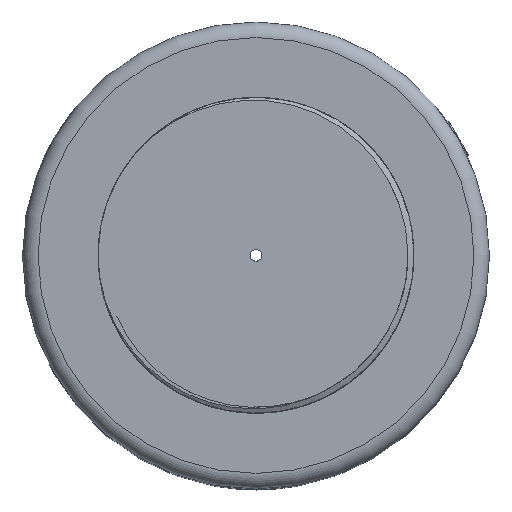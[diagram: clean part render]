
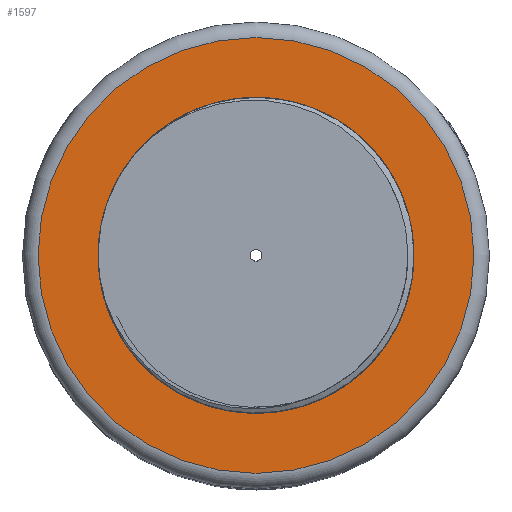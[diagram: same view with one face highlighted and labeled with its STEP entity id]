
A CAD part, top view. The second image highlights one B-rep face of the part: STEP entity #1597.
In plain terms, the highlighted planar face has unit normal (0, 0, 1).
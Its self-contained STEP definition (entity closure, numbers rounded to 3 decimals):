
#128=FACE_BOUND('',#323,.T.);
#157=PLANE('',#1735);
#236=FACE_OUTER_BOUND('',#322,.T.);
#322=EDGE_LOOP('',(#1380));
#323=EDGE_LOOP('',(#1381));
#372=CIRCLE('',#1728,9.146);
#373=CIRCLE('',#1736,14.);
#705=VERTEX_POINT('',#6089);
#726=VERTEX_POINT('',#6551);
#925=EDGE_CURVE('',#705,#705,#372,.T.);
#952=EDGE_CURVE('',#726,#726,#373,.T.);
#1380=ORIENTED_EDGE('',*,*,#952,.F.);
#1381=ORIENTED_EDGE('',*,*,#925,.T.);
#1597=ADVANCED_FACE('',(#236,#128),#157,.T.);
#1728=AXIS2_PLACEMENT_3D('',#6091,#2019,#2020);
#1735=AXIS2_PLACEMENT_3D('',#6550,#2039,#2040);
#1736=AXIS2_PLACEMENT_3D('',#6552,#2041,#2042);
#2019=DIRECTION('center_axis',(0.,0.,-1.));
#2020=DIRECTION('ref_axis',(-1.,0.,0.));
#2039=DIRECTION('center_axis',(0.,0.,1.));
#2040=DIRECTION('ref_axis',(1.,0.,0.));
#2041=DIRECTION('center_axis',(0.,0.,-1.));
#2042=DIRECTION('ref_axis',(1.,0.,0.));
#6089=CARTESIAN_POINT('',(9.146,0.,40.5));
#6091=CARTESIAN_POINT('Origin',(0.,0.,40.5));
#6550=CARTESIAN_POINT('Origin',(0.,0.,40.5));
#6551=CARTESIAN_POINT('',(-14.,0.,40.5));
#6552=CARTESIAN_POINT('Origin',(0.,0.,40.5));
